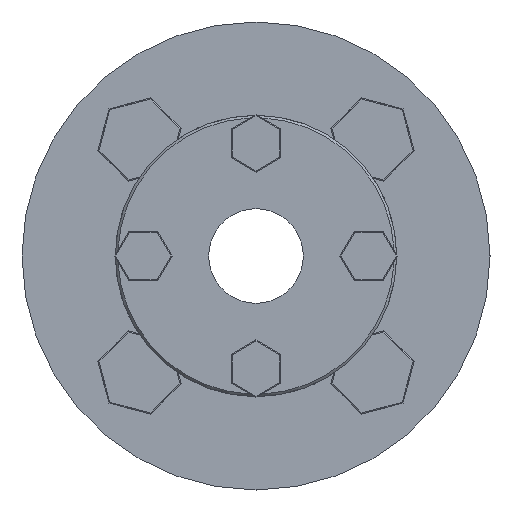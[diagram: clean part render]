
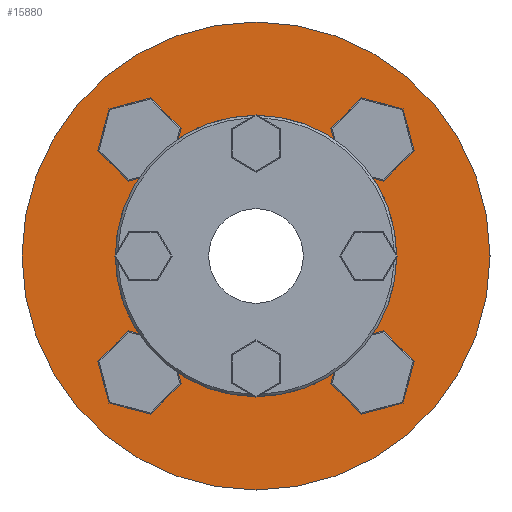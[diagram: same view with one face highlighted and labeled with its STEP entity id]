
A CAD part, left-side view. The second image highlights one B-rep face of the part: STEP entity #15880.
In plain terms, the highlighted planar face has unit normal (-1, 0, 0).
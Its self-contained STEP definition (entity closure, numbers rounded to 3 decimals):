
#1579 = ORIENTED_EDGE ( 'NONE', *, *, #2315, .F. ) ;
#1580 = ORIENTED_EDGE ( 'NONE', *, *, #2311, .F. ) ;
#1581 = ORIENTED_EDGE ( 'NONE', *, *, #2331, .T. ) ;
#1582 = ORIENTED_EDGE ( 'NONE', *, *, #2334, .T. ) ;
#1583 = ORIENTED_EDGE ( 'NONE', *, *, #2320, .T. ) ;
#1584 = ORIENTED_EDGE ( 'NONE', *, *, #2329, .T. ) ;
#1585 = ORIENTED_EDGE ( 'NONE', *, *, #2325, .T. ) ;
#1586 = ORIENTED_EDGE ( 'NONE', *, *, #2330, .T. ) ;
#1587 = ORIENTED_EDGE ( 'NONE', *, *, #15854, .T. ) ;
#1588 = ORIENTED_EDGE ( 'NONE', *, *, #2301, .T. ) ;
#1589 = ORIENTED_EDGE ( 'NONE', *, *, #2328, .T. ) ;
#1590 = ORIENTED_EDGE ( 'NONE', *, *, #2337, .T. ) ;
#1591 = ORIENTED_EDGE ( 'NONE', *, *, #15856, .T. ) ;
#2301 = EDGE_CURVE ( 'NONE', #15841, #15711, #8055, .T. ) ;
#2311 = EDGE_CURVE ( 'NONE', #15715, #15716, #8072, .T. ) ;
#2315 = EDGE_CURVE ( 'NONE', #15716, #15715, #8077, .T. ) ;
#2320 = EDGE_CURVE ( 'NONE', #15710, #15709, #8083, .T. ) ;
#2325 = EDGE_CURVE ( 'NONE', #15706, #15705, #8091, .T. ) ;
#2328 = EDGE_CURVE ( 'NONE', #15711, #15701, #8093, .T. ) ;
#2329 = EDGE_CURVE ( 'NONE', #15709, #15706, #8094, .T. ) ;
#2330 = EDGE_CURVE ( 'NONE', #15705, #15844, #8095, .T. ) ;
#2331 = EDGE_CURVE ( 'NONE', #15755, #15700, #8097, .T. ) ;
#2334 = EDGE_CURVE ( 'NONE', #15700, #15710, #8102, .T. ) ;
#2337 = EDGE_CURVE ( 'NONE', #15701, #15756, #8105, .T. ) ;
#4093 = AXIS2_PLACEMENT_3D ( 'NONE', #10461, #10473, #10474 ) ;
#4098 = AXIS2_PLACEMENT_3D ( 'NONE', #10489, #10498, #10499 ) ;
#4099 = AXIS2_PLACEMENT_3D ( 'NONE', #10505, #10507, #10508 ) ;
#4102 = AXIS2_PLACEMENT_3D ( 'NONE', #10520, #10521, #10522 ) ;
#4105 = AXIS2_PLACEMENT_3D ( 'NONE', #10537, #10544, #10545 ) ;
#4106 = AXIS2_PLACEMENT_3D ( 'NONE', #10531, #10533, #10534 ) ;
#4107 = AXIS2_PLACEMENT_3D ( 'NONE', #10539, #10541, #10542 ) ;
#4108 = AXIS2_PLACEMENT_3D ( 'NONE', #10540, #10547, #10548 ) ;
#4109 = AXIS2_PLACEMENT_3D ( 'NONE', #10543, #10550, #10551 ) ;
#4112 = AXIS2_PLACEMENT_3D ( 'NONE', #10552, #10558, #10559 ) ;
#4114 = AXIS2_PLACEMENT_3D ( 'NONE', #10565, #10566, #10567 ) ;
#4356 = EDGE_LOOP ( 'NONE', ( #1579, #1580 ) ) ;
#4362 = EDGE_LOOP ( 'NONE', ( #1581, #1582, #1583, #1584, #1585, #1586, #1587, #1588, #1589, #1590, #1591 ) ) ;
#8055 = CIRCLE ( 'NONE', #4093, 28.25 ) ;
#8072 = CIRCLE ( 'NONE', #4098, 47. ) ;
#8077 = CIRCLE ( 'NONE', #4099, 47. ) ;
#8083 = CIRCLE ( 'NONE', #4102, 28.25 ) ;
#8091 = CIRCLE ( 'NONE', #4106, 28.25 ) ;
#8093 = CIRCLE ( 'NONE', #4107, 28.25 ) ;
#8094 = CIRCLE ( 'NONE', #4105, 9.872 ) ;
#8095 = CIRCLE ( 'NONE', #4108, 9.872 ) ;
#8097 = CIRCLE ( 'NONE', #4109, 28.25 ) ;
#8102 = CIRCLE ( 'NONE', #4112, 9.872 ) ;
#8105 = CIRCLE ( 'NONE', #4114, 9.872 ) ;
#10461 = CARTESIAN_POINT ( 'NONE',  ( -30.5, 0., 0. ) ) ;
#10473 = DIRECTION ( 'NONE',  ( 1., 0., 0. ) ) ;
#10474 = DIRECTION ( 'NONE',  ( 0., 1., 0. ) ) ;
#10489 = CARTESIAN_POINT ( 'NONE',  ( -30.5, 0., 0. ) ) ;
#10498 = DIRECTION ( 'NONE',  ( 1., 0., 0. ) ) ;
#10499 = DIRECTION ( 'NONE',  ( 0., 1., 0. ) ) ;
#10505 = CARTESIAN_POINT ( 'NONE',  ( -30.5, 0., 0. ) ) ;
#10507 = DIRECTION ( 'NONE',  ( 1., 0., 0. ) ) ;
#10508 = DIRECTION ( 'NONE',  ( 0., 1., 0. ) ) ;
#10520 = CARTESIAN_POINT ( 'NONE',  ( -30.5, 0., 0. ) ) ;
#10521 = DIRECTION ( 'NONE',  ( 1., 0., 0. ) ) ;
#10522 = DIRECTION ( 'NONE',  ( 0., 1., 0. ) ) ;
#10531 = CARTESIAN_POINT ( 'NONE',  ( -30.5, 0., 0. ) ) ;
#10533 = DIRECTION ( 'NONE',  ( 1., 0., 0. ) ) ;
#10534 = DIRECTION ( 'NONE',  ( 0., 1., 0. ) ) ;
#10537 = CARTESIAN_POINT ( 'NONE',  ( -30.5, -25.249, -22.908 ) ) ;
#10539 = CARTESIAN_POINT ( 'NONE',  ( -30.5, 0., 0. ) ) ;
#10540 = CARTESIAN_POINT ( 'NONE',  ( -30.5, 22.908, -25.249 ) ) ;
#10541 = DIRECTION ( 'NONE',  ( 1., 0., 0. ) ) ;
#10542 = DIRECTION ( 'NONE',  ( 0., 1., 0. ) ) ;
#10543 = CARTESIAN_POINT ( 'NONE',  ( -30.5, 0., 0. ) ) ;
#10544 = DIRECTION ( 'NONE',  ( -1., 0., 0. ) ) ;
#10545 = DIRECTION ( 'NONE',  ( 0., 1., 0. ) ) ;
#10547 = DIRECTION ( 'NONE',  ( -1., 0., 0. ) ) ;
#10548 = DIRECTION ( 'NONE',  ( 0., 1., 0. ) ) ;
#10550 = DIRECTION ( 'NONE',  ( 1., 0., 0. ) ) ;
#10551 = DIRECTION ( 'NONE',  ( 0., 1., 0. ) ) ;
#10552 = CARTESIAN_POINT ( 'NONE',  ( -30.5, -22.908, 25.249 ) ) ;
#10558 = DIRECTION ( 'NONE',  ( -1., 0., 0. ) ) ;
#10559 = DIRECTION ( 'NONE',  ( 0., 1., 0. ) ) ;
#10565 = CARTESIAN_POINT ( 'NONE',  ( -30.5, 25.249, 22.908 ) ) ;
#10566 = DIRECTION ( 'NONE',  ( -1., 0., 0. ) ) ;
#10567 = DIRECTION ( 'NONE',  ( 0., 1., 0. ) ) ;
#11435 = AXIS2_PLACEMENT_3D ( 'NONE', #15366, #15374, #15375 ) ;
#11441 = AXIS2_PLACEMENT_3D ( 'NONE', #15379, #15380, #15381 ) ;
#11453 = AXIS2_PLACEMENT_3D ( 'NONE', #15440, #15443, #15444 ) ;
#13817 = CIRCLE ( 'NONE', #11435, 9.872 ) ;
#13820 = CIRCLE ( 'NONE', #11441, 9.872 ) ;
#13853 = FACE_OUTER_BOUND ( 'NONE', #4356, .T. ) ;
#13856 = FACE_BOUND ( 'NONE', #4362, .T. ) ;
#15207 = CARTESIAN_POINT ( 'NONE',  ( -30.5, -13.038, 25.061 ) ) ;
#15208 = CARTESIAN_POINT ( 'NONE',  ( -30.5, 25.061, 13.038 ) ) ;
#15212 = CARTESIAN_POINT ( 'NONE',  ( -30.5, 13.038, -25.061 ) ) ;
#15213 = CARTESIAN_POINT ( 'NONE',  ( -30.5, -15.407, -23.679 ) ) ;
#15216 = CARTESIAN_POINT ( 'NONE',  ( -30.5, -25.061, -13.038 ) ) ;
#15217 = CARTESIAN_POINT ( 'NONE',  ( -30.5, -23.679, 15.407 ) ) ;
#15218 = CARTESIAN_POINT ( 'NONE',  ( -30.5, 28.25, 0. ) ) ;
#15222 = CARTESIAN_POINT ( 'NONE',  ( -30.5, -47., 0. ) ) ;
#15223 = CARTESIAN_POINT ( 'NONE',  ( -30.5, 47., 0. ) ) ;
#15264 = CARTESIAN_POINT ( 'NONE',  ( -30.5, 15.407, 23.679 ) ) ;
#15265 = CARTESIAN_POINT ( 'NONE',  ( -30.5, 15.377, 22.908 ) ) ;
#15350 = CARTESIAN_POINT ( 'NONE',  ( -30.5, 23.679, -15.407 ) ) ;
#15352 = CARTESIAN_POINT ( 'NONE',  ( -30.5, 22.908, -15.377 ) ) ;
#15366 = CARTESIAN_POINT ( 'NONE',  ( -30.5, 22.908, -25.249 ) ) ;
#15374 = DIRECTION ( 'NONE',  ( -1., 0., 0. ) ) ;
#15375 = DIRECTION ( 'NONE',  ( 0., 1., 0. ) ) ;
#15379 = CARTESIAN_POINT ( 'NONE',  ( -30.5, 25.249, 22.908 ) ) ;
#15380 = DIRECTION ( 'NONE',  ( -1., 0., 0. ) ) ;
#15381 = DIRECTION ( 'NONE',  ( 0., 1., 0. ) ) ;
#15440 = CARTESIAN_POINT ( 'NONE',  ( -30.5, -18.659, 0. ) ) ;
#15441 = PLANE ( 'NONE',  #11453 ) ;
#15443 = DIRECTION ( 'NONE',  ( 1., 0., 0. ) ) ;
#15444 = DIRECTION ( 'NONE',  ( 0., 1., 0. ) ) ;
#15700 = VERTEX_POINT ( 'NONE', #15207 ) ;
#15701 = VERTEX_POINT ( 'NONE', #15208 ) ;
#15705 = VERTEX_POINT ( 'NONE', #15212 ) ;
#15706 = VERTEX_POINT ( 'NONE', #15213 ) ;
#15709 = VERTEX_POINT ( 'NONE', #15216 ) ;
#15710 = VERTEX_POINT ( 'NONE', #15217 ) ;
#15711 = VERTEX_POINT ( 'NONE', #15218 ) ;
#15715 = VERTEX_POINT ( 'NONE', #15222 ) ;
#15716 = VERTEX_POINT ( 'NONE', #15223 ) ;
#15755 = VERTEX_POINT ( 'NONE', #15264 ) ;
#15756 = VERTEX_POINT ( 'NONE', #15265 ) ;
#15841 = VERTEX_POINT ( 'NONE', #15350 ) ;
#15844 = VERTEX_POINT ( 'NONE', #15352 ) ;
#15854 = EDGE_CURVE ( 'NONE', #15844, #15841, #13817, .T. ) ;
#15856 = EDGE_CURVE ( 'NONE', #15756, #15755, #13820, .T. ) ;
#15880 = ADVANCED_FACE ( 'NONE', ( #13853, #13856 ), #15441, .F. ) ;
